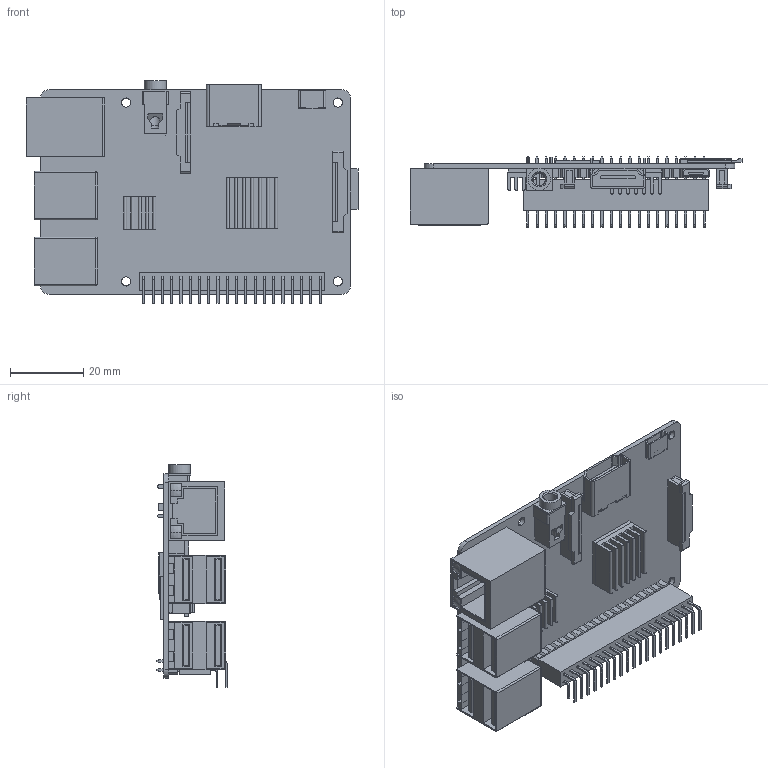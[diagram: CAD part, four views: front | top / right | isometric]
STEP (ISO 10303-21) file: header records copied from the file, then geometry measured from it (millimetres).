
FILE_DESCRIPTION(/* description */ ('STEP AP214'),/* implementation_level */ '2;1');
FILE_NAME(/* name */ '6000cbf4b113bc1218593c8b',/* time_stamp */ '2021-01-14T22:55:53+00:00',/* author */ (''),/* organization */ (''),/* preprocessor_version */ 'ST-DEVELOPER v18.1',/* originating_system */ ' ',/* authorisation */ ' ');
FILE_SCHEMA (('AUTOMOTIVE_DESIGN {1 0 10303 214 3 1 1}'));
Products named in the file (74): Raspberry Pi 3; Raspberry Pi 3 (micro SD); RPi Heatsink Set; id152; id155; id158; id164; id167; id179; id182; id185; id188; id191; id203; Part 1; Part 2; Part 3
Bounding box: 90.89 x 19.18 x 61 mm (x, y, z)
Volume: 21185.6 mm3; surface area: 31872.6 mm2
Topology: 74 solids, 74 shells, 2191 faces, 5608 edges, 3559 vertices
Faces by surface type: plane 1984, cylinder 194, sphere 10, bspline 2, cone 1
Full cylindrical faces by diameter (mm): 3.4 x1, 3.6 x2, 6 x1
Entity records: 66272 total; most frequent: CARTESIAN_POINT 11630, ORIENTED_EDGE 11194, DIRECTION 10467, EDGE_CURVE 5597, LINE 5163, VECTOR 5163, VERTEX_POINT 3559, AXIS2_PLACEMENT_3D 2652
